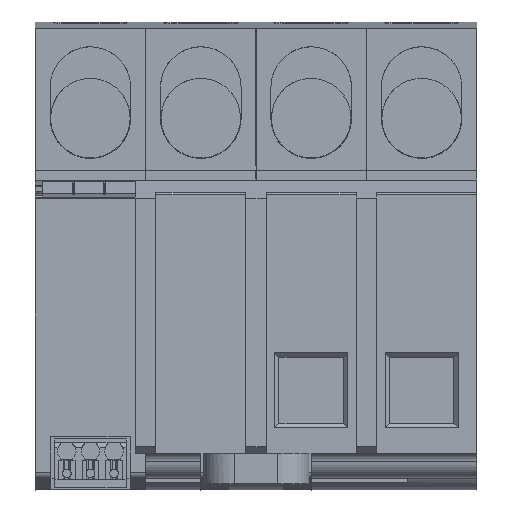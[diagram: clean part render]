
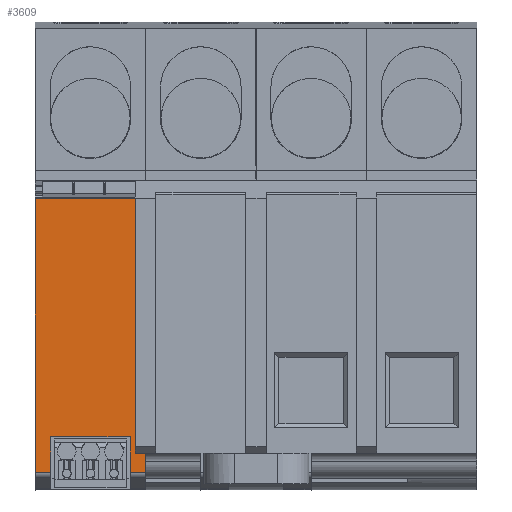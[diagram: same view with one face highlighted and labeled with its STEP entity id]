
A CAD part, front view. The second image highlights one B-rep face of the part: STEP entity #3609.
In plain terms, the highlighted planar face has unit normal (0, -1, 0).
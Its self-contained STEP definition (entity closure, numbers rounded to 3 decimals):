
#3550=AXIS2_PLACEMENT_3D('Plane Axis2P3D',#3547,#3548,#3549) ;
#664=CARTESIAN_POINT('Vertex',(0.,13.,47.424)) ;
#1047=CARTESIAN_POINT('Vertex',(0.,13.,3.271)) ;
#1050=CARTESIAN_POINT('Line Origine',(0.,13.,25.347)) ;
#1870=CARTESIAN_POINT('Line Origine',(8.075,13.,47.424)) ;
#1874=CARTESIAN_POINT('Vertex',(16.15,13.,47.424)) ;
#3307=CARTESIAN_POINT('Vertex',(17.8,13.,6.35)) ;
#3531=CARTESIAN_POINT('Vertex',(2.49,13.,3.271)) ;
#3534=CARTESIAN_POINT('Line Origine',(17.8,13.,3.271)) ;
#3547=CARTESIAN_POINT('Axis2P3D Location',(17.8,13.,48.128)) ;
#3552=CARTESIAN_POINT('Line Origine',(16.975,13.,6.35)) ;
#3556=CARTESIAN_POINT('Vertex',(16.15,13.,6.35)) ;
#3559=CARTESIAN_POINT('Line Origine',(16.15,13.,26.887)) ;
#3564=CARTESIAN_POINT('Line Origine',(2.49,13.,6.16)) ;
#3568=CARTESIAN_POINT('Vertex',(2.49,13.,9.05)) ;
#3571=CARTESIAN_POINT('Line Origine',(8.9,13.,9.05)) ;
#3575=CARTESIAN_POINT('Vertex',(15.31,13.,9.05)) ;
#3578=CARTESIAN_POINT('Line Origine',(15.31,13.,6.16)) ;
#3582=CARTESIAN_POINT('Vertex',(15.31,13.,3.271)) ;
#3585=CARTESIAN_POINT('Line Origine',(16.555,13.,3.271)) ;
#3589=CARTESIAN_POINT('Vertex',(17.8,13.,3.271)) ;
#3592=CARTESIAN_POINT('Line Origine',(17.8,13.,4.81)) ;
#1051=DIRECTION('Vector Direction',(0.,0.,-1.)) ;
#1871=DIRECTION('Vector Direction',(1.,0.,0.)) ;
#3535=DIRECTION('Vector Direction',(1.,0.,0.)) ;
#3548=DIRECTION('Axis2P3D Direction',(0.,1.,0.)) ;
#3549=DIRECTION('Axis2P3D XDirection',(-1.,0.,0.)) ;
#3553=DIRECTION('Vector Direction',(-1.,0.,0.)) ;
#3560=DIRECTION('Vector Direction',(0.,0.,-1.)) ;
#3565=DIRECTION('Vector Direction',(0.,0.,-1.)) ;
#3572=DIRECTION('Vector Direction',(-1.,0.,0.)) ;
#3579=DIRECTION('Vector Direction',(0.,0.,-1.)) ;
#3586=DIRECTION('Vector Direction',(-1.,0.,0.)) ;
#3593=DIRECTION('Vector Direction',(0.,0.,-1.)) ;
#1052=VECTOR('Line Direction',#1051,1.) ;
#1872=VECTOR('Line Direction',#1871,1.) ;
#3536=VECTOR('Line Direction',#3535,1.) ;
#3554=VECTOR('Line Direction',#3553,1.) ;
#3561=VECTOR('Line Direction',#3560,1.) ;
#3566=VECTOR('Line Direction',#3565,1.) ;
#3573=VECTOR('Line Direction',#3572,1.) ;
#3580=VECTOR('Line Direction',#3579,1.) ;
#3587=VECTOR('Line Direction',#3586,1.) ;
#3594=VECTOR('Line Direction',#3593,1.) ;
#3598=ORIENTED_EDGE('',*,*,#3558,.T.) ;
#3599=ORIENTED_EDGE('',*,*,#3563,.F.) ;
#3600=ORIENTED_EDGE('',*,*,#1876,.F.) ;
#3601=ORIENTED_EDGE('',*,*,#1054,.T.) ;
#3602=ORIENTED_EDGE('',*,*,#3538,.F.) ;
#3603=ORIENTED_EDGE('',*,*,#3570,.F.) ;
#3604=ORIENTED_EDGE('',*,*,#3577,.F.) ;
#3605=ORIENTED_EDGE('',*,*,#3584,.T.) ;
#3606=ORIENTED_EDGE('',*,*,#3591,.F.) ;
#3607=ORIENTED_EDGE('',*,*,#3596,.F.) ;
#3609=ADVANCED_FACE('SOCKEL',(#3608),#3551,.F.) ;
#1054=EDGE_CURVE('',#665,#1048,#1053,.T.) ;
#1876=EDGE_CURVE('',#665,#1875,#1873,.T.) ;
#3538=EDGE_CURVE('',#3532,#1048,#3537,.F.) ;
#3558=EDGE_CURVE('',#3308,#3557,#3555,.T.) ;
#3563=EDGE_CURVE('',#1875,#3557,#3562,.T.) ;
#3570=EDGE_CURVE('',#3569,#3532,#3567,.T.) ;
#3577=EDGE_CURVE('',#3576,#3569,#3574,.T.) ;
#3584=EDGE_CURVE('',#3576,#3583,#3581,.T.) ;
#3591=EDGE_CURVE('',#3590,#3583,#3588,.T.) ;
#3596=EDGE_CURVE('',#3308,#3590,#3595,.T.) ;
#3597=EDGE_LOOP('',(#3598,#3599,#3600,#3601,#3602,#3603,#3604,#3605,#3606,#3607)) ;
#3608=FACE_OUTER_BOUND('',#3597,.T.) ;
#1053=LINE('Line',#1050,#1052) ;
#1873=LINE('Line',#1870,#1872) ;
#3537=LINE('Line',#3534,#3536) ;
#3555=LINE('Line',#3552,#3554) ;
#3562=LINE('Line',#3559,#3561) ;
#3567=LINE('Line',#3564,#3566) ;
#3574=LINE('Line',#3571,#3573) ;
#3581=LINE('Line',#3578,#3580) ;
#3588=LINE('Line',#3585,#3587) ;
#3595=LINE('Line',#3592,#3594) ;
#3551=PLANE('',#3550) ;
#665=VERTEX_POINT('',#664) ;
#1048=VERTEX_POINT('',#1047) ;
#1875=VERTEX_POINT('',#1874) ;
#3308=VERTEX_POINT('',#3307) ;
#3532=VERTEX_POINT('',#3531) ;
#3557=VERTEX_POINT('',#3556) ;
#3569=VERTEX_POINT('',#3568) ;
#3576=VERTEX_POINT('',#3575) ;
#3583=VERTEX_POINT('',#3582) ;
#3590=VERTEX_POINT('',#3589) ;
